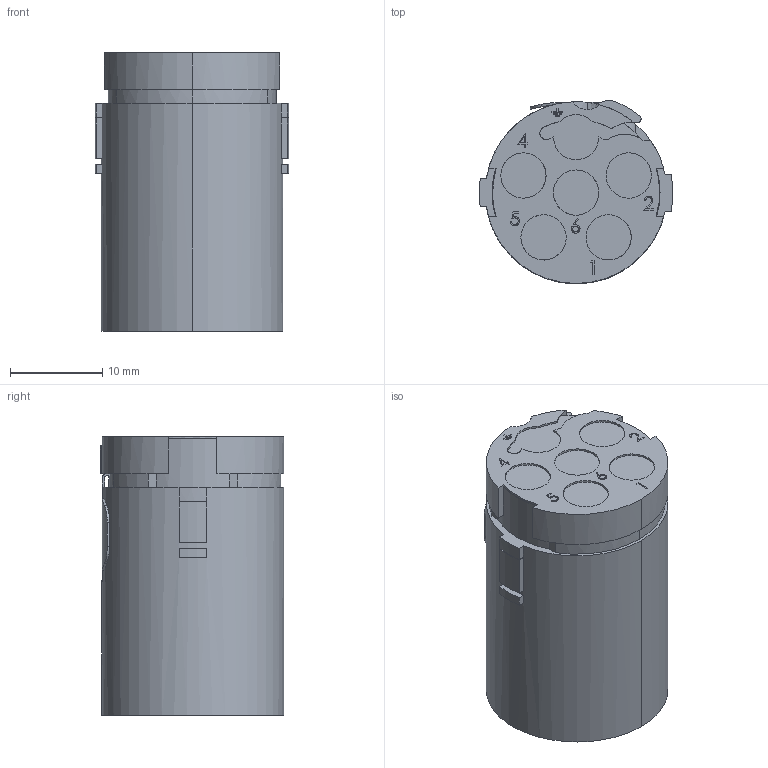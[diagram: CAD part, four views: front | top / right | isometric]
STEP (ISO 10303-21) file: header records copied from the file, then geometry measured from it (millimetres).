
FILE_DESCRIPTION(('CATIA V5 STEP Exchange','CAx-IF Rec.Pracs.--- Model Styling and Organization---1.4--- 2014-01-23'),'2;1');
FILE_NAME ('008240-2_0', '2021-01-05T12:18:43+00:00', ('none'), ('Weidmueller'), 'CATIA Version 5-6 Release 2016 SP3 HF44', 'CATIA V5 STEP AP214', 'none');
FILE_SCHEMA(('AUTOMOTIVE_DESIGN { 1 0 10303 214 1 1 1 1 }'));
Length unit declared in the file: millimetre
Products named in the file (1): 1170350000
Bounding box: 20.98 x 19.88 x 30.2 mm (x, y, z)
Volume: 6639.7 mm3; surface area: 3421.3 mm2
Topology: 1 solids, 1 shells, 282 faces, 808 edges, 562 vertices
Faces by surface type: plane 147, cylinder 113, bspline 18, torus 2, cone 2
Entity records: 11282 total; most frequent: CARTESIAN_POINT 4232, ORIENTED_EDGE 1616, DIRECTION 1146, EDGE_CURVE 808, VERTEX_POINT 562, VECTOR 465, LINE 465, AXIS2_PLACEMENT_3D 418
